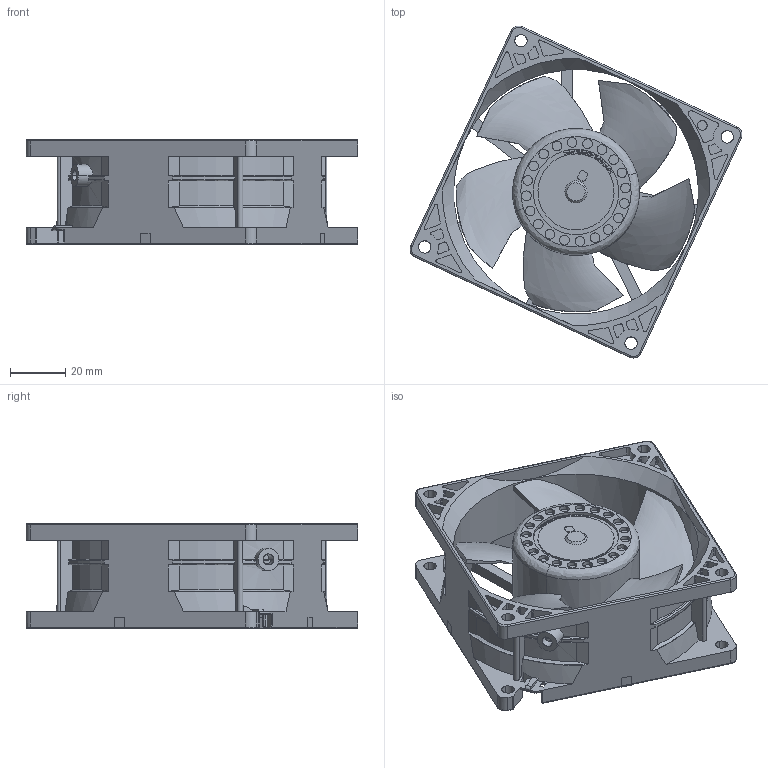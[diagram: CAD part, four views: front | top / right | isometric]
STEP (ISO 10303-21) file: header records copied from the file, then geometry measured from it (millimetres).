
FILE_DESCRIPTION (( 'STEP AP203' ), '1' );
FILE_NAME ('TFD0948HE-00P8.STEP', '2021-01-15T09:47:17', ( '' ), ( '' ), 'SwSTEP 2.0', 'SolidWorks 2016', '' );
FILE_SCHEMA (( 'CONFIG_CONTROL_DESIGN' ));
Length unit declared in the file: millimetre
Products named in the file (10): MAGNET; TFD0948HE-00P8; CAP; BEARING; 4103278200-1; 00ESA-ROTOR-ASSY-4103278200_ASM; 3329056000_1_1; 3354104600_1_1; 3433006000_1_1; 4101321600-02-0918-B
Assembly tree (10 placements, depth 3):
  TFD0948HE-00P8
    BEARING  x2
    00ESA-ROTOR-ASSY-4103278200_ASM
      3329056000_1_1
      3433006000_1_1
      3354104600_1_1
      4103278200-1
      MAGNET
    CAP
    4101321600-02-0918-B
Bounding box: 120.28 x 120.29 x 38 mm (x, y, z)
Volume: 102940.9 mm3; surface area: 81089.8 mm2
Topology: 10 solids, 10 shells, 1371 faces, 3754 edges, 2474 vertices
Faces by surface type: plane 565, cylinder 537, bspline 210, cone 36, torus 23
Entity records: 65191 total; most frequent: CARTESIAN_POINT 32459, ORIENTED_EDGE 7462, DIRECTION 5254, EDGE_CURVE 3731, VERTEX_POINT 2466, AXIS2_PLACEMENT_3D 1823, VECTOR 1608, LINE 1608
